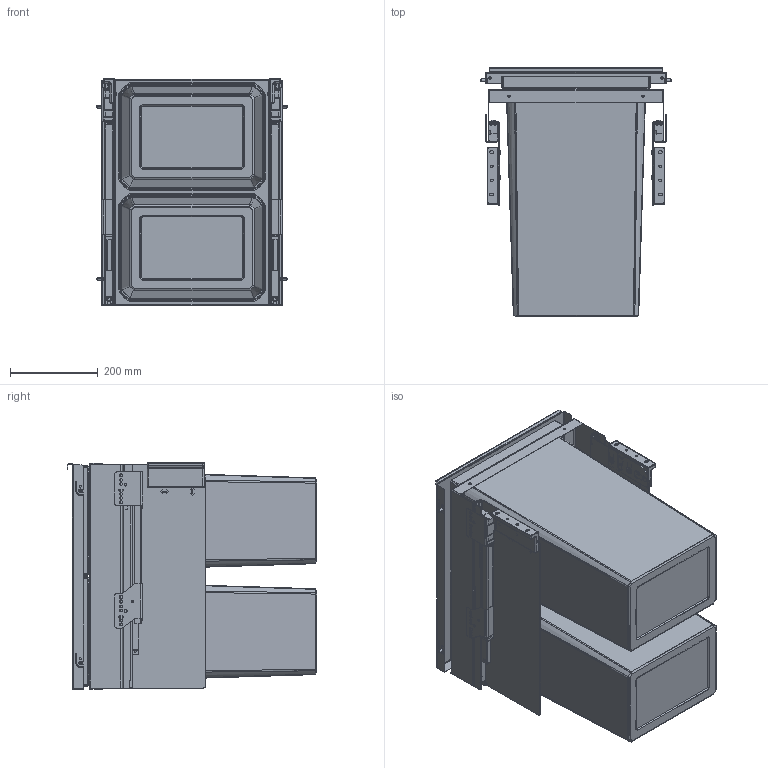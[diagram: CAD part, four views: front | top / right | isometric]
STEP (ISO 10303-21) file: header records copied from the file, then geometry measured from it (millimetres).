
FILE_DESCRIPTION(('STEP AP214'),'1');
FILE_NAME('8012388_V Cox Clan 580_450-2.STP','2024-08-14T07:40:04',(' '),(' '),'Spatial InterOp 3D',' ',' ');
FILE_SCHEMA(('AUTOMOTIVE_DESIGN { 1 0 10303 214 1 1 1 1 }'));
Length unit declared in the file: millimetre
Products named in the file (1): 3D-Objekt
Bounding box: 434 x 567 x 516 mm (x, y, z)
Volume: 4756856.7 mm3; surface area: 4127992 mm2
Topology: 26 solids, 28 shells, 3455 faces, 9094 edges, 5782 vertices
Faces by surface type: plane 2095, cylinder 910, torus 148, bspline 132, cone 114, sphere 56
Entity records: 140801 total; most frequent: CARTESIAN_POINT 27249, ORIENTED_EDGE 18180, DIRECTION 17278, EDGE_CURVE 9090, LINE 6284, VECTOR 6284, VERTEX_POINT 5782, AXIS2_PLACEMENT_3D 5497
